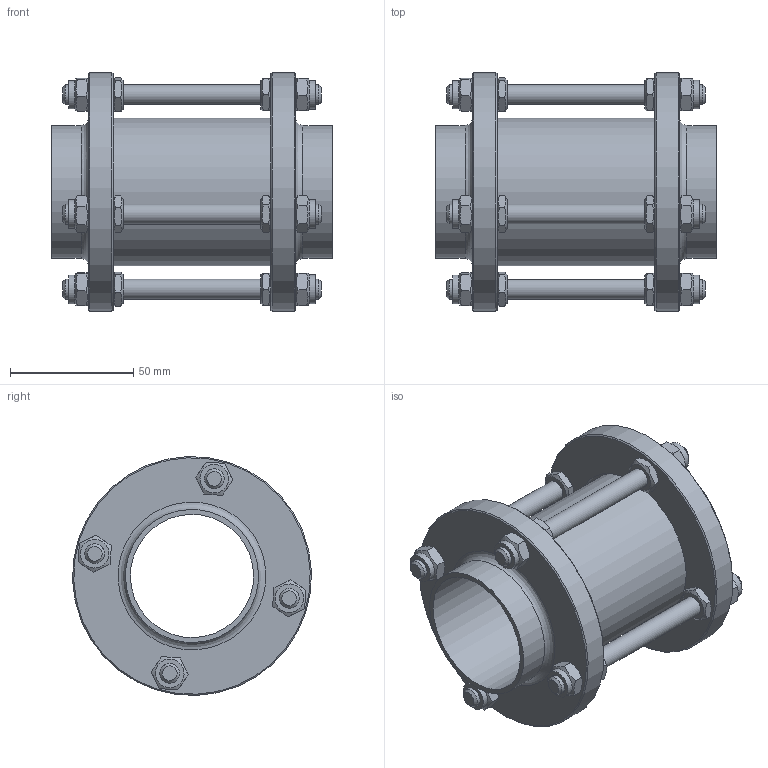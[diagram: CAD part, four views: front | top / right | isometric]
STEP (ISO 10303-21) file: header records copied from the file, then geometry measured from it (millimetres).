
FILE_DESCRIPTION((''),'2;1');
FILE_NAME('61300050X200.stp','2010-10-29T11:05:44',('Creator'),(''),'Autodesk Inventor 2010','Autodesk Inventor 2010','');
FILE_SCHEMA(('AUTOMOTIVE_DESIGN { 1 0 10303 214 1 1 1 1 }'));
Length unit declared in the file: millimetre
Products named in the file (1): 61300050X200
Bounding box: 114 x 96.93 x 96.93 mm (x, y, z)
Volume: 197150.9 mm3; surface area: 77291.4 mm2
Topology: 1 solids, 9 shells, 266 faces, 626 edges, 408 vertices
Faces by surface type: plane 144, cone 76, cylinder 44, bspline 2
Full cylindrical faces by diameter (mm): 8 x20, 8.5 x8, 11.6 x8, 50 x1, 54 x2, 60 x1, 62.5 x2, 97 x2
Entity records: 6676 total; most frequent: CARTESIAN_POINT 1535, DIRECTION 942, ORIENTED_EDGE 892, EDGE_CURVE 446, EDGE_LOOP 444, AXIS2_PLACEMENT_3D 423, VERTEX_POINT 350, FACE_OUTER_BOUND 266
